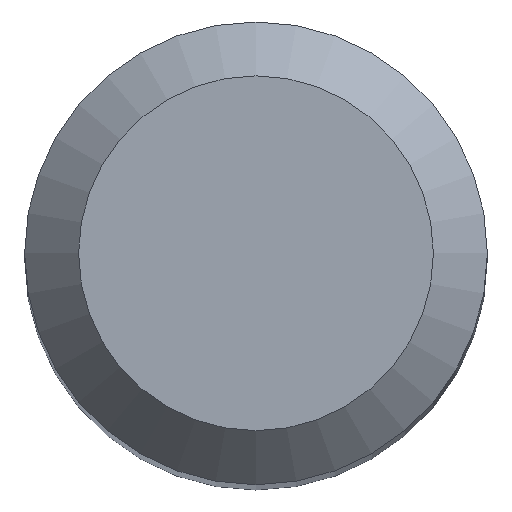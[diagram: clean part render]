
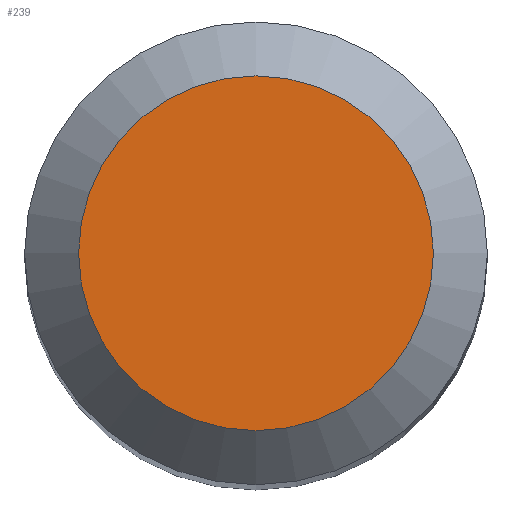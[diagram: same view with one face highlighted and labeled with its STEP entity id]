
A CAD part, top view. The second image highlights one B-rep face of the part: STEP entity #239.
In plain terms, the highlighted planar face has unit normal (0, 0, 1).
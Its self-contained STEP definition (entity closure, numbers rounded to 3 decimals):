
#39 = CARTESIAN_POINT ( 'NONE',  ( 0., 0., 66. ) ) ;
#65 = DIRECTION ( 'NONE',  ( 0., 0., -1. ) ) ;
#67 = EDGE_CURVE ( 'NONE', #121, #121, #95, .T. ) ;
#84 = AXIS2_PLACEMENT_3D ( 'NONE', #191, #65, #236 ) ;
#93 = FACE_OUTER_BOUND ( 'NONE', #230, .T. ) ;
#95 = CIRCLE ( 'NONE', #84, 2.3 ) ;
#98 = DIRECTION ( 'NONE',  ( 0., 0., -1. ) ) ;
#121 = VERTEX_POINT ( 'NONE', #221 ) ;
#160 = PLANE ( 'NONE',  #235 ) ;
#180 = DIRECTION ( 'NONE',  ( 0., 1., 0. ) ) ;
#191 = CARTESIAN_POINT ( 'NONE',  ( 0., 0., 66. ) ) ;
#197 = ORIENTED_EDGE ( 'NONE', *, *, #67, .F. ) ;
#221 = CARTESIAN_POINT ( 'NONE',  ( 0., 2.3, 66. ) ) ;
#230 = EDGE_LOOP ( 'NONE', ( #197 ) ) ;
#235 = AXIS2_PLACEMENT_3D ( 'NONE', #39, #98, #180 ) ;
#236 = DIRECTION ( 'NONE',  ( 0., 1., 0. ) ) ;
#239 = ADVANCED_FACE ( 'NONE', ( #93 ), #160, .F. ) ;
